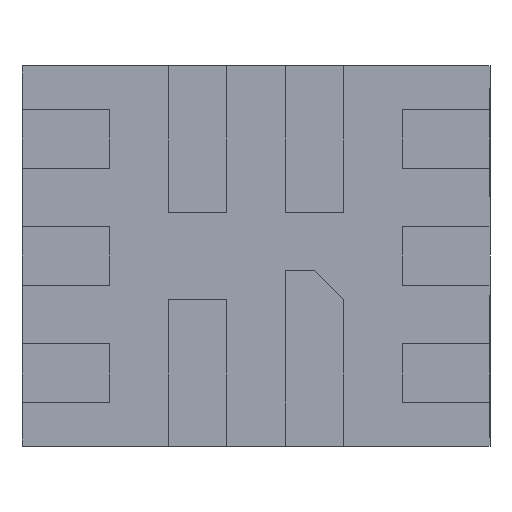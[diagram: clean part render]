
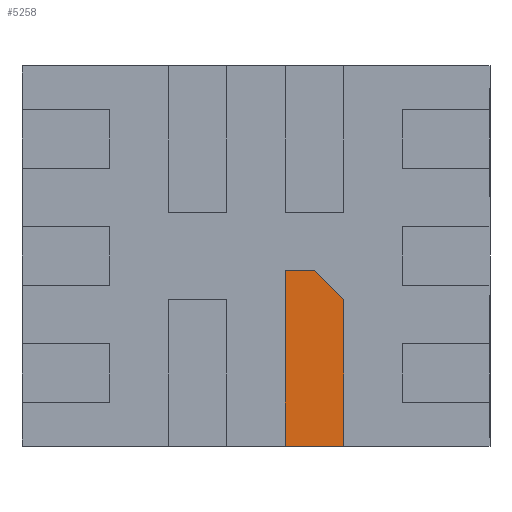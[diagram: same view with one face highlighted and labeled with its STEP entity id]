
A CAD part, front view. The second image highlights one B-rep face of the part: STEP entity #5258.
In plain terms, the highlighted planar face has unit normal (0, -1, 0).
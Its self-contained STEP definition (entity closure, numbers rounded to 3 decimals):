
#80 = CARTESIAN_POINT ( 'NONE',  ( 0.1, -0.05, -0.15 ) ) ;
#403 = CARTESIAN_POINT ( 'NONE',  ( 0.1, -0.05, -0.65 ) ) ;
#650 = EDGE_CURVE ( 'NONE', #1325, #4365, #1773, .T. ) ;
#1088 = DIRECTION ( 'NONE',  ( 1., 0., 0. ) ) ;
#1172 = VECTOR ( 'NONE', #5406, 1000. ) ;
#1268 = DIRECTION ( 'NONE',  ( 0., 0., -1. ) ) ;
#1296 = ORIENTED_EDGE ( 'NONE', *, *, #2519, .F. ) ;
#1308 = VERTEX_POINT ( 'NONE', #4990 ) ;
#1325 = VERTEX_POINT ( 'NONE', #1821 ) ;
#1611 = PLANE ( 'NONE',  #2217 ) ;
#1680 = VECTOR ( 'NONE', #1088, 1000. ) ;
#1707 = EDGE_LOOP ( 'NONE', ( #5369, #4538, #2392, #5003, #1296 ) ) ;
#1758 = VECTOR ( 'NONE', #5085, 1000. ) ;
#1773 = LINE ( 'NONE', #403, #5237 ) ;
#1821 = CARTESIAN_POINT ( 'NONE',  ( 0.3, -0.05, -0.65 ) ) ;
#1978 = EDGE_CURVE ( 'NONE', #1308, #5267, #5086, .T. ) ;
#1984 = CARTESIAN_POINT ( 'NONE',  ( 0., -0.05, 0. ) ) ;
#2217 = AXIS2_PLACEMENT_3D ( 'NONE', #1984, #3792, #3344 ) ;
#2392 = ORIENTED_EDGE ( 'NONE', *, *, #3433, .F. ) ;
#2519 = EDGE_CURVE ( 'NONE', #4365, #1308, #2976, .T. ) ;
#2664 = CARTESIAN_POINT ( 'NONE',  ( 0.3, -0.05, -0.65 ) ) ;
#2976 = LINE ( 'NONE', #80, #1758 ) ;
#2999 = CARTESIAN_POINT ( 'NONE',  ( 0.3, -0.05, -0.15 ) ) ;
#3134 = CARTESIAN_POINT ( 'NONE',  ( 0.3, -0.05, -0.15 ) ) ;
#3344 = DIRECTION ( 'NONE',  ( 0., 0., 1. ) ) ;
#3426 = VERTEX_POINT ( 'NONE', #2999 ) ;
#3433 = EDGE_CURVE ( 'NONE', #5267, #3426, #5486, .T. ) ;
#3753 = LINE ( 'NONE', #2664, #5504 ) ;
#3792 = DIRECTION ( 'NONE',  ( 0., 1., 0. ) ) ;
#3835 = CARTESIAN_POINT ( 'NONE',  ( 0.2, -0.05, -0.05 ) ) ;
#3899 = FACE_OUTER_BOUND ( 'NONE', #1707, .T. ) ;
#4365 = VERTEX_POINT ( 'NONE', #4851 ) ;
#4538 = ORIENTED_EDGE ( 'NONE', *, *, #5530, .F. ) ;
#4851 = CARTESIAN_POINT ( 'NONE',  ( 0.1, -0.05, -0.65 ) ) ;
#4975 = DIRECTION ( 'NONE',  ( -1., 0., 0. ) ) ;
#4990 = CARTESIAN_POINT ( 'NONE',  ( 0.1, -0.05, -0.05 ) ) ;
#5003 = ORIENTED_EDGE ( 'NONE', *, *, #1978, .F. ) ;
#5085 = DIRECTION ( 'NONE',  ( 0., 0., 1. ) ) ;
#5086 = LINE ( 'NONE', #5419, #1680 ) ;
#5237 = VECTOR ( 'NONE', #4975, 1000. ) ;
#5258 = ADVANCED_FACE ( 'NONE', ( #3899 ), #1611, .F. ) ;
#5267 = VERTEX_POINT ( 'NONE', #3835 ) ;
#5369 = ORIENTED_EDGE ( 'NONE', *, *, #650, .F. ) ;
#5406 = DIRECTION ( 'NONE',  ( 0.707, 0., -0.707 ) ) ;
#5419 = CARTESIAN_POINT ( 'NONE',  ( 0.2, -0.05, -0.05 ) ) ;
#5486 = LINE ( 'NONE', #3134, #1172 ) ;
#5504 = VECTOR ( 'NONE', #1268, 1000. ) ;
#5530 = EDGE_CURVE ( 'NONE', #3426, #1325, #3753, .T. ) ;
